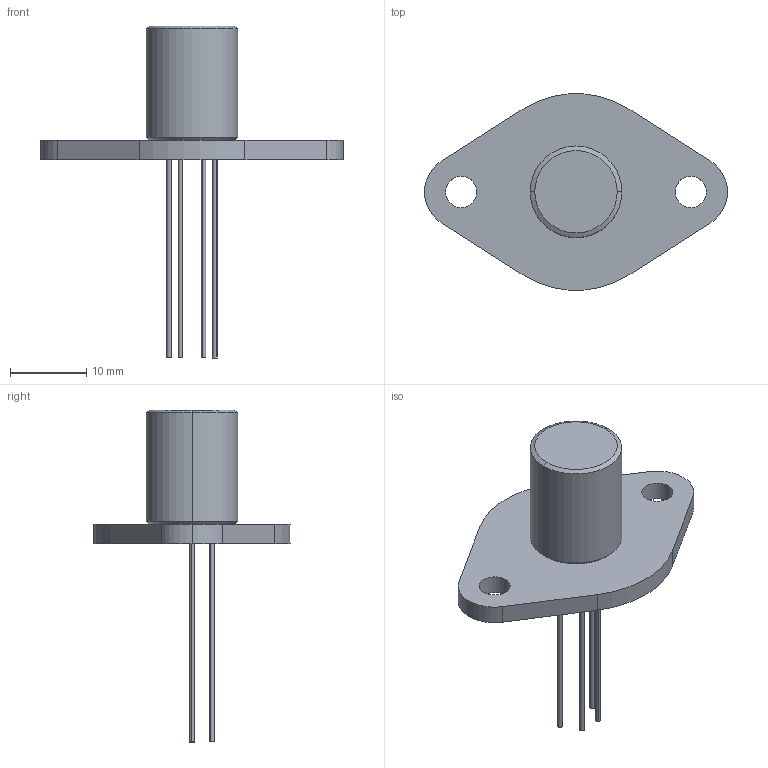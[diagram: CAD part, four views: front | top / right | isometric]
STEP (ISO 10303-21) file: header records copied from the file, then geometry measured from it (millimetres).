
FILE_DESCRIPTION (( 'STEP AP203' ), '1' );
FILE_NAME ('OS2-FR-T4-4P.STEP', '2019-02-11T09:35:41', ( '' ), ( '' ), 'SwSTEP 2.0', 'SolidWorks 2018', '' );
FILE_SCHEMA (( 'CONFIG_CONTROL_DESIGN' ));
Length unit declared in the file: millimetre
Products named in the file (1): OS2-FR-T4-4P
Bounding box: 39.7 x 25.71 x 43.5 mm (x, y, z)
Volume: 3368.1 mm3; surface area: 2412.9 mm2
Topology: 1 solids, 1 shells, 34 faces, 77 edges, 50 vertices
Faces by surface type: cylinder 19, plane 11, cone 4
Entity records: 1056 total; most frequent: DIRECTION 189, CARTESIAN_POINT 162, ORIENTED_EDGE 154, AXIS2_PLACEMENT_3D 77, EDGE_CURVE 77, VERTEX_POINT 50, EDGE_LOOP 43, CIRCLE 42
